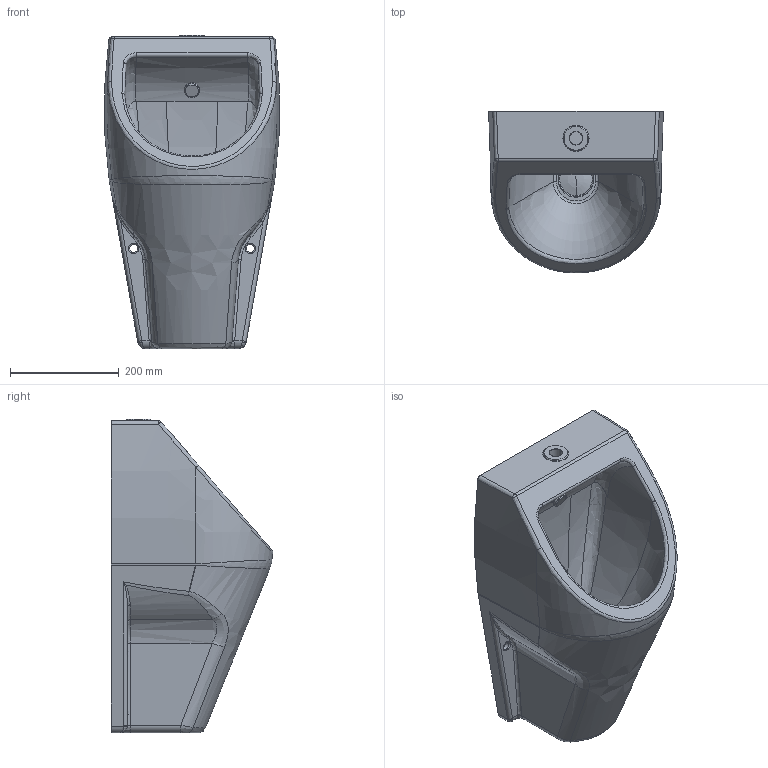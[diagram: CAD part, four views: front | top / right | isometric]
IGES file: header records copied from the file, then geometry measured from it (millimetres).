
Global section: file name: No Iges File Name specified; native system: AutoDesk Inventor R11.0; preprocessor: AutoDesk Inventor Iges Exporter R11.0; author: No Author specified; organization: No Organization specified; date: 20081120.184028; units: millimetre
Bounding box: 321.92 x 297.49 x 577.99 mm (x, y, z)
Volume: 14682748.9 mm3; surface area: 973501.8 mm2
Topology: 5 solids, 5 shells, 220 faces, 566 edges, 353 vertices
Faces by surface type: bspline 73, plane 44, revolution 40, cylinder 33, torus 22, sphere 4, cone 4
